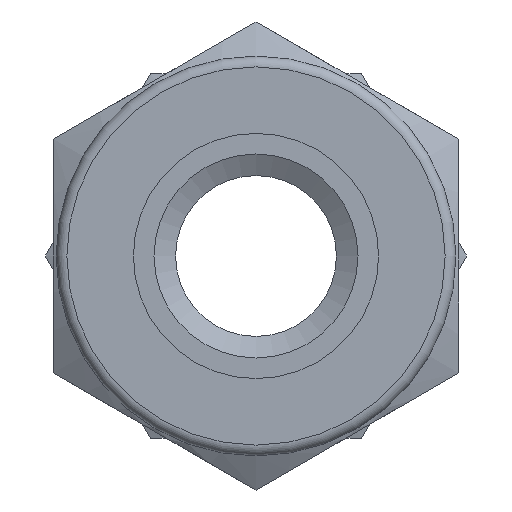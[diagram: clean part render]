
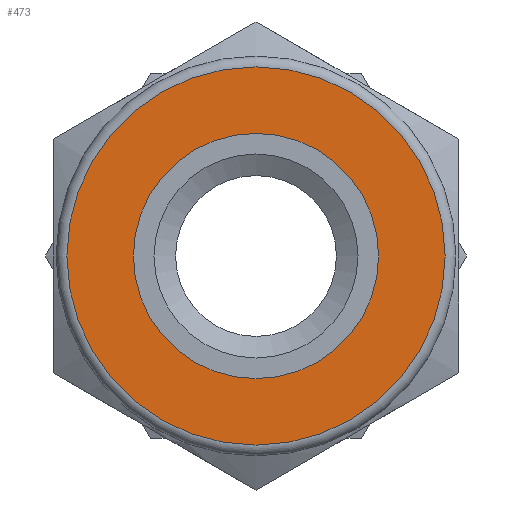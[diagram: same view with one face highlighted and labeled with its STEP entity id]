
A CAD part, left-side view. The second image highlights one B-rep face of the part: STEP entity #473.
In plain terms, the highlighted planar face has unit normal (-1, 0, 0).
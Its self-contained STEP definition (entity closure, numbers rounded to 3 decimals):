
#33=FACE_BOUND('',#128,.T.);
#57=CIRCLE('',#512,14.);
#58=CIRCLE('',#513,9.075);
#91=FACE_OUTER_BOUND('',#127,.T.);
#127=EDGE_LOOP('',(#375));
#128=EDGE_LOOP('',(#376));
#247=VERTEX_POINT('',#809);
#248=VERTEX_POINT('',#811);
#305=EDGE_CURVE('',#247,#247,#57,.T.);
#306=EDGE_CURVE('',#248,#248,#58,.T.);
#375=ORIENTED_EDGE('',*,*,#305,.F.);
#376=ORIENTED_EDGE('',*,*,#306,.T.);
#455=PLANE('',#511);
#473=ADVANCED_FACE('',(#91,#33),#455,.T.);
#511=AXIS2_PLACEMENT_3D('',#808,#595,#596);
#512=AXIS2_PLACEMENT_3D('',#810,#597,#598);
#513=AXIS2_PLACEMENT_3D('',#812,#599,#600);
#595=DIRECTION('center_axis',(-1.,0.,0.));
#596=DIRECTION('ref_axis',(0.,0.,1.));
#597=DIRECTION('center_axis',(1.,0.,0.));
#598=DIRECTION('ref_axis',(0.,0.,-1.));
#599=DIRECTION('center_axis',(1.,0.,0.));
#600=DIRECTION('ref_axis',(0.,0.,-1.));
#808=CARTESIAN_POINT('Origin',(4.304,16.734,0.));
#809=CARTESIAN_POINT('',(4.304,16.734,0.));
#810=CARTESIAN_POINT('Origin',(4.304,2.734,0.));
#811=CARTESIAN_POINT('',(4.304,11.809,0.));
#812=CARTESIAN_POINT('Origin',(4.304,2.734,0.));
